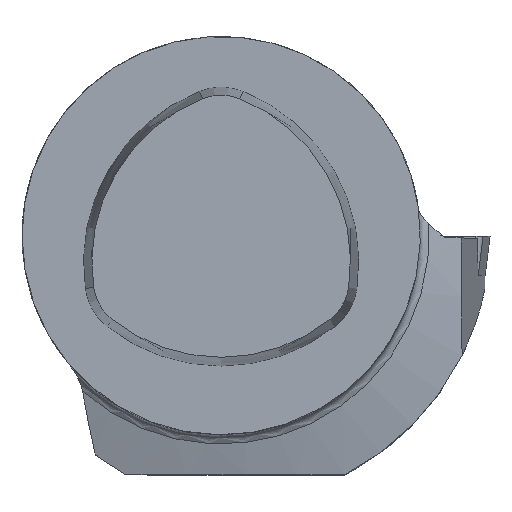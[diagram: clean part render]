
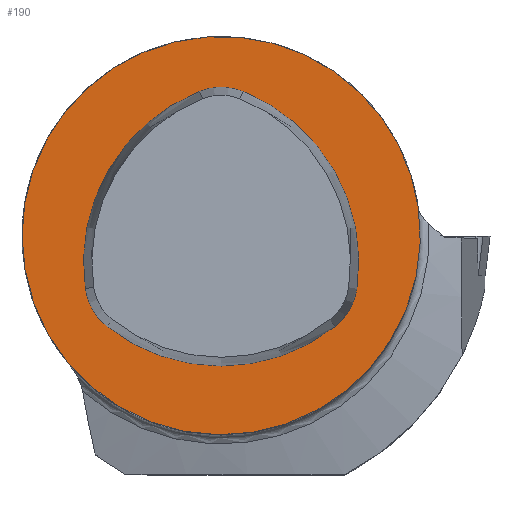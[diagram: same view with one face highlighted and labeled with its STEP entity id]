
A CAD part, top view. The second image highlights one B-rep face of the part: STEP entity #190.
In plain terms, the highlighted planar face has unit normal (0, 0, 1).
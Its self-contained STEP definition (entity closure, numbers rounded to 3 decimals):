
#109=FACE_BOUND('',#333,.T.);
#110=FACE_BOUND('',#334,.T.);
#134=CIRCLE('',#1080,20.);
#143=CIRCLE('',#1096,18.5);
#144=CIRCLE('',#1097,5.9);
#145=CIRCLE('',#1098,18.5);
#146=CIRCLE('',#1099,5.9);
#147=CIRCLE('',#1100,18.5);
#148=CIRCLE('',#1101,5.9);
#190=ADVANCED_FACE('',(#109,#110),#238,.T.);
#238=PLANE('',#1102);
#333=EDGE_LOOP('',(#492));
#334=EDGE_LOOP('',(#493,#494,#495,#496,#497,#498));
#492=ORIENTED_EDGE('',*,*,#789,.F.);
#493=ORIENTED_EDGE('',*,*,#808,.T.);
#494=ORIENTED_EDGE('',*,*,#809,.T.);
#495=ORIENTED_EDGE('',*,*,#810,.T.);
#496=ORIENTED_EDGE('',*,*,#811,.T.);
#497=ORIENTED_EDGE('',*,*,#812,.T.);
#498=ORIENTED_EDGE('',*,*,#813,.T.);
#690=VERTEX_POINT('',#1621);
#707=VERTEX_POINT('',#1690);
#708=VERTEX_POINT('',#1691);
#709=VERTEX_POINT('',#1693);
#710=VERTEX_POINT('',#1695);
#711=VERTEX_POINT('',#1697);
#712=VERTEX_POINT('',#1699);
#789=EDGE_CURVE('',#690,#690,#134,.T.);
#808=EDGE_CURVE('',#707,#708,#143,.T.);
#809=EDGE_CURVE('',#708,#709,#144,.T.);
#810=EDGE_CURVE('',#709,#710,#145,.T.);
#811=EDGE_CURVE('',#710,#711,#146,.T.);
#812=EDGE_CURVE('',#711,#712,#147,.T.);
#813=EDGE_CURVE('',#712,#707,#148,.T.);
#1080=AXIS2_PLACEMENT_3D('',#1620,#1249,#1250);
#1096=AXIS2_PLACEMENT_3D('',#1689,#1285,#1286);
#1097=AXIS2_PLACEMENT_3D('',#1692,#1287,#1288);
#1098=AXIS2_PLACEMENT_3D('',#1694,#1289,#1290);
#1099=AXIS2_PLACEMENT_3D('',#1696,#1291,#1292);
#1100=AXIS2_PLACEMENT_3D('',#1698,#1293,#1294);
#1101=AXIS2_PLACEMENT_3D('',#1700,#1295,#1296);
#1102=AXIS2_PLACEMENT_3D('',#1701,#1297,#1298);
#1249=DIRECTION('',(0.,0.,-1.));
#1250=DIRECTION('',(-1.,0.,0.));
#1285=DIRECTION('',(0.,0.,-1.));
#1286=DIRECTION('',(-1.,0.,0.));
#1287=DIRECTION('',(0.,0.,-1.));
#1288=DIRECTION('',(-1.,0.,0.));
#1289=DIRECTION('',(0.,0.,-1.));
#1290=DIRECTION('',(-1.,0.,0.));
#1291=DIRECTION('',(0.,0.,-1.));
#1292=DIRECTION('',(-1.,0.,0.));
#1293=DIRECTION('',(0.,0.,-1.));
#1294=DIRECTION('',(-1.,0.,0.));
#1295=DIRECTION('',(0.,0.,-1.));
#1296=DIRECTION('',(-1.,0.,0.));
#1297=DIRECTION('',(0.,0.,1.));
#1298=DIRECTION('',(1.,0.,0.));
#1620=CARTESIAN_POINT('',(0.,0.,0.));
#1621=CARTESIAN_POINT('',(-20.,0.,0.));
#1689=CARTESIAN_POINT('',(-4.677,-2.7,0.));
#1690=CARTESIAN_POINT('',(2.19,14.479,0.));
#1691=CARTESIAN_POINT('',(13.634,-5.343,0.));
#1692=CARTESIAN_POINT('',(7.794,-4.5,0.));
#1693=CARTESIAN_POINT('',(11.444,-9.136,0.));
#1694=CARTESIAN_POINT('',(0.,5.4,0.));
#1695=CARTESIAN_POINT('',(-11.444,-9.136,0.));
#1696=CARTESIAN_POINT('',(-7.794,-4.5,0.));
#1697=CARTESIAN_POINT('',(-13.634,-5.343,0.));
#1698=CARTESIAN_POINT('',(4.677,-2.7,0.));
#1699=CARTESIAN_POINT('',(-2.19,14.479,0.));
#1700=CARTESIAN_POINT('',(0.,9.,0.));
#1701=CARTESIAN_POINT('',(0.,0.,0.));
